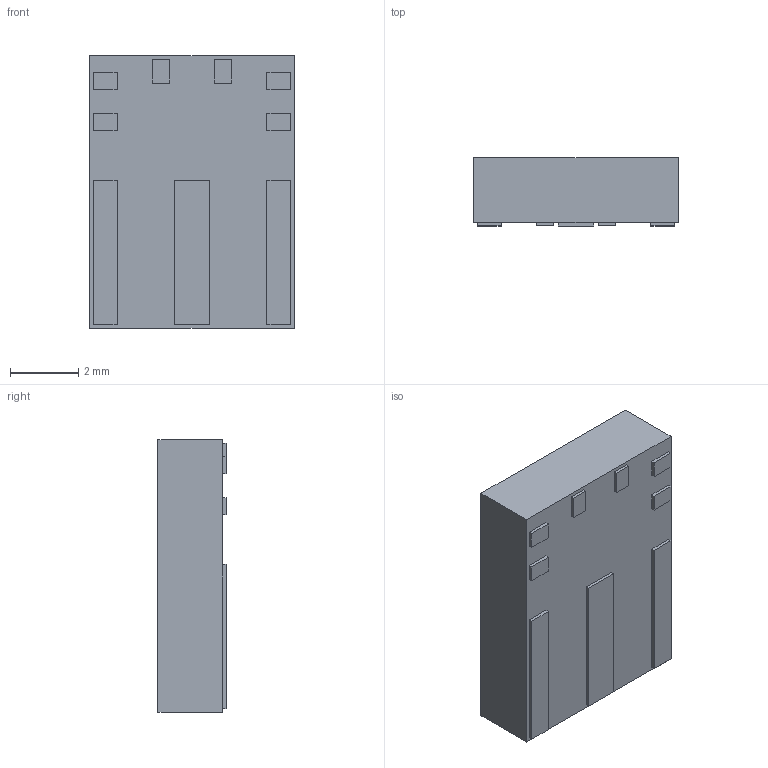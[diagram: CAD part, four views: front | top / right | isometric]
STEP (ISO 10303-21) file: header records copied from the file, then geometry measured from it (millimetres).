
FILE_DESCRIPTION (( 'STEP AP214' ), '1' );
FILE_NAME ('User Library-QFM9_6x8x2mm_LMG5200.STEP', '2021-01-27T01:09:58', ( '' ), ( '' ), 'SwSTEP 2.0', 'SolidWorks 2020', '' );
FILE_SCHEMA (( 'AUTOMOTIVE_DESIGN' ));
Length unit declared in the file: millimetre
Products named in the file (1): User Library-QFM9_6x8x2mm_LMG5200
Bounding box: 6 x 2 x 8 mm (x, y, z)
Volume: 92.5 mm3; surface area: 178.7 mm2
Topology: 10 solids, 10 shells, 60 faces, 120 edges, 80 vertices
Faces by surface type: plane 60
Entity records: 2299 total; most frequent: CARTESIAN_POINT 261, DIRECTION 242, ORIENTED_EDGE 240, VECTOR 120, EDGE_CURVE 120, LINE 120, VERTEX_POINT 80, UNCERTAINTY_MEASURE_WITH_UNIT 72
